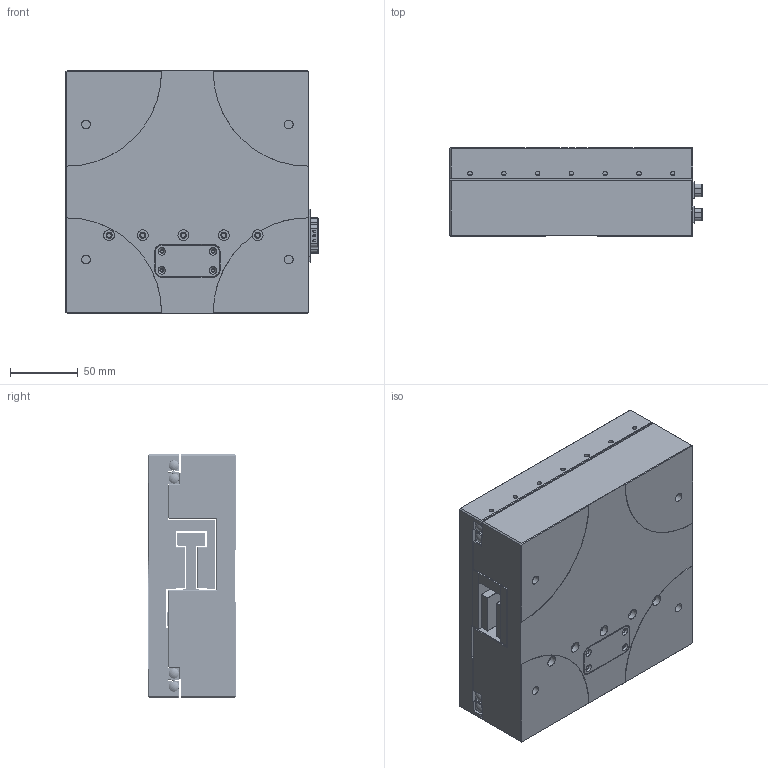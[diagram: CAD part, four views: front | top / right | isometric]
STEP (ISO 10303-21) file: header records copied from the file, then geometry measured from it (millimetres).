
FILE_DESCRIPTION (( 'STEP AP203' ), '1' );
FILE_NAME ('526688.STEP', '2024-01-04T08:34:40', ( 'Windows User' ), ( 'P R C' ), 'SwSTEP 2.0', 'SolidWorks 2020', '' );
FILE_SCHEMA (( 'CONFIG_CONTROL_DESIGN' ));
Length unit declared in the file: millimetre
Products named in the file (1): 526688
Bounding box: 186.8 x 65 x 180 mm (x, y, z)
Volume: 1872695 mm3; surface area: 365728.3 mm2
Topology: 22 solids, 22 shells, 3075 faces, 7796 edges, 4871 vertices
Faces by surface type: plane 1374, cylinder 1023, bspline 357, cone 212, torus 82, sphere 27
Full cylindrical faces by diameter (mm): 0.6 x26, 1 x61, 1.1 x9, 1.5 x17, 2 x8, 2.5 x18, 2.55 x3, 2.9 x4, 3 x52, 3.2 x4, 3.3 x57, 3.35 x4, 3.5 x2, 4.2 x6, 4.3 x14, 4.5 x13, 5 x17, 5.6 x1, 6 x28, 6.5 x4, 7 x12, 7.5 x33, 8 x13, 8.949 x1, 9 x1, 11 x4
Entity records: 103109 total; most frequent: CARTESIAN_POINT 35546, ORIENTED_EDGE 13648, DIRECTION 12978, EDGE_CURVE 6824, AXIS2_PLACEMENT_3D 4672, VERTEX_POINT 4668, EDGE_LOOP 4370, VECTOR 3634
